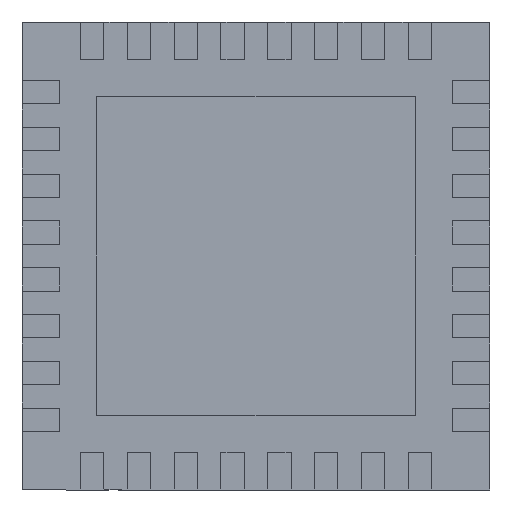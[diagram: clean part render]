
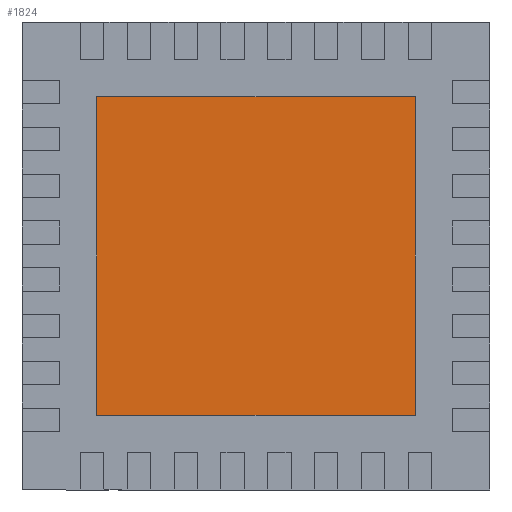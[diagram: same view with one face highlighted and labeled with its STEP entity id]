
A CAD part, front view. The second image highlights one B-rep face of the part: STEP entity #1824.
In plain terms, the highlighted planar face has unit normal (0, -1, 0).
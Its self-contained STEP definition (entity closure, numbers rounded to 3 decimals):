
#479 = DIRECTION ( 'NONE',  ( 1., 0., 0. ) ) ;
#693 = DIRECTION ( 'NONE',  ( -1., 0., 0. ) ) ;
#808 = VECTOR ( 'NONE', #693, 1000. ) ;
#845 = VERTEX_POINT ( 'NONE', #7478 ) ;
#889 = EDGE_LOOP ( 'NONE', ( #9915, #9660, #8572, #5181 ) ) ;
#936 = LINE ( 'NONE', #8840, #8903 ) ;
#1046 = VERTEX_POINT ( 'NONE', #5166 ) ;
#1251 = EDGE_CURVE ( 'NONE', #845, #8429, #936, .T. ) ;
#1309 = EDGE_CURVE ( 'NONE', #1046, #1812, #5036, .T. ) ;
#1680 = EDGE_CURVE ( 'NONE', #8429, #1046, #2272, .T. ) ;
#1812 = VERTEX_POINT ( 'NONE', #1872 ) ;
#1824 = ADVANCED_FACE ( 'NONE', ( #9844 ), #3546, .T. ) ;
#1872 = CARTESIAN_POINT ( 'NONE',  ( -1.7, 0., -1.7 ) ) ;
#2272 = LINE ( 'NONE', #4983, #808 ) ;
#2691 = DIRECTION ( 'NONE',  ( 0., 0., 1. ) ) ;
#2698 = DIRECTION ( 'NONE',  ( 0., 0., -1. ) ) ;
#2820 = CARTESIAN_POINT ( 'NONE',  ( 1.7, 0., -1.7 ) ) ;
#3546 = PLANE ( 'NONE',  #5725 ) ;
#4983 = CARTESIAN_POINT ( 'NONE',  ( 1.7, 0., 1.7 ) ) ;
#5036 = LINE ( 'NONE', #9580, #9237 ) ;
#5166 = CARTESIAN_POINT ( 'NONE',  ( -1.7, 0., 1.7 ) ) ;
#5181 = ORIENTED_EDGE ( 'NONE', *, *, #1680, .T. ) ;
#5725 = AXIS2_PLACEMENT_3D ( 'NONE', #5754, #7337, #2698 ) ;
#5754 = CARTESIAN_POINT ( 'NONE',  ( 0., 0., 0. ) ) ;
#7337 = DIRECTION ( 'NONE',  ( 0., -1., 0. ) ) ;
#7478 = CARTESIAN_POINT ( 'NONE',  ( 1.7, 0., -1.7 ) ) ;
#7503 = LINE ( 'NONE', #2820, #8566 ) ;
#7676 = EDGE_CURVE ( 'NONE', #1812, #845, #7503, .T. ) ;
#8053 = DIRECTION ( 'NONE',  ( 0., 0., -1. ) ) ;
#8429 = VERTEX_POINT ( 'NONE', #9137 ) ;
#8566 = VECTOR ( 'NONE', #479, 1000. ) ;
#8572 = ORIENTED_EDGE ( 'NONE', *, *, #1251, .T. ) ;
#8840 = CARTESIAN_POINT ( 'NONE',  ( 1.7, 0., -1.7 ) ) ;
#8903 = VECTOR ( 'NONE', #2691, 1000. ) ;
#9137 = CARTESIAN_POINT ( 'NONE',  ( 1.7, 0., 1.7 ) ) ;
#9237 = VECTOR ( 'NONE', #8053, 1000. ) ;
#9580 = CARTESIAN_POINT ( 'NONE',  ( -1.7, 0., -1.7 ) ) ;
#9660 = ORIENTED_EDGE ( 'NONE', *, *, #7676, .T. ) ;
#9844 = FACE_OUTER_BOUND ( 'NONE', #889, .T. ) ;
#9915 = ORIENTED_EDGE ( 'NONE', *, *, #1309, .T. ) ;
